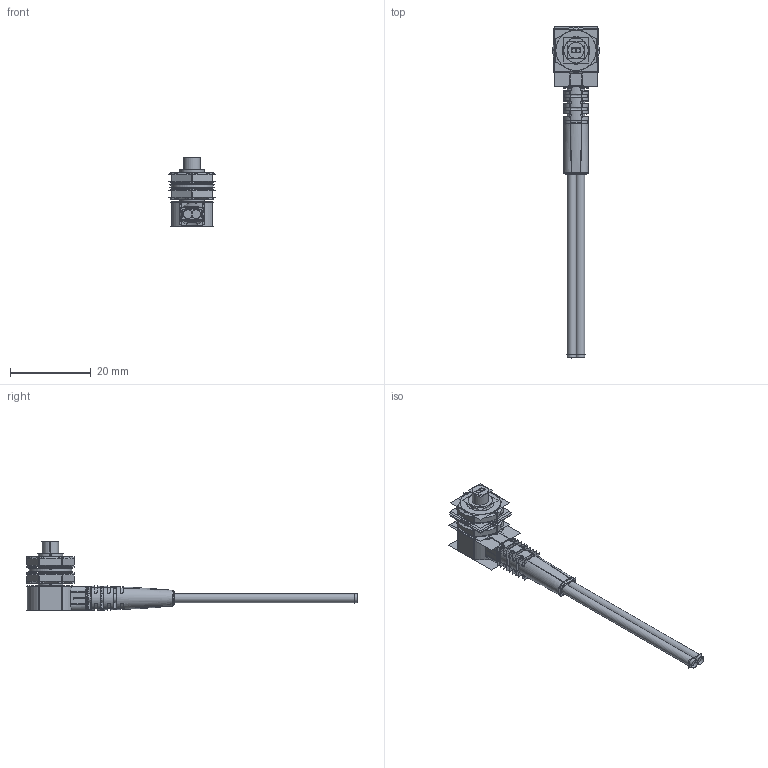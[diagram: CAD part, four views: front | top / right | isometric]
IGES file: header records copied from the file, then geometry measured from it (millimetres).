
Start section:  PTC IGES file: 178359.igs
Global section: file name: 178359.igs; native system: Creo Parametric by Parametric Technology Corporation; preprocessor: 2016010; author: pdmadmin; organization: Unknown; date: 20160808.083947; units: millimetre
Bounding box: 11.58 x 82.18 x 17.22 mm (x, y, z)
Volume: 1150.4 mm3; surface area: 26896.2 mm2
Topology: 4 solids, 4 shells, 436 faces, 2833 edges, 3996 vertices
Faces by surface type: revolution 224, bspline 212
